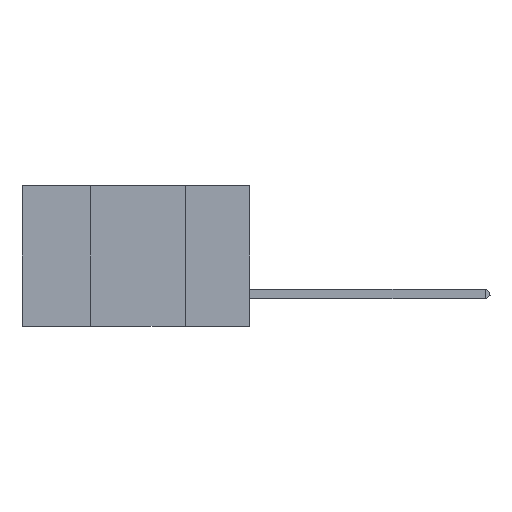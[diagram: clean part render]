
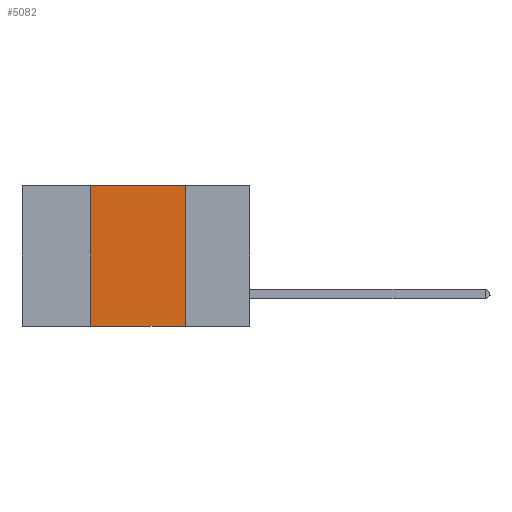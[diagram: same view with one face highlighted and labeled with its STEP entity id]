
A CAD part, left-side view. The second image highlights one B-rep face of the part: STEP entity #5082.
In plain terms, the highlighted planar face has unit normal (-1, 0, 0).
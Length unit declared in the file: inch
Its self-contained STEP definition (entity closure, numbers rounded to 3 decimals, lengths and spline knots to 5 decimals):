
#110 = CARTESIAN_POINT ( 'NONE',  ( 0., 0.6, 0. ) ) ;
#239 = DIRECTION ( 'NONE',  ( 0., -1., 0. ) ) ;
#1001 = AXIS2_PLACEMENT_3D ( 'NONE', #3611, #9849, #5986 ) ;
#1083 = VERTEX_POINT ( 'NONE', #3521 ) ;
#2183 = VECTOR ( 'NONE', #5288, 39.37008 ) ;
#2210 = CARTESIAN_POINT ( 'NONE',  ( 0., 0.42, 0. ) ) ;
#2231 = EDGE_CURVE ( 'NONE', #6537, #3200, #4012, .T. ) ;
#2398 = EDGE_CURVE ( 'NONE', #6537, #4534, #7570, .T. ) ;
#2649 = EDGE_LOOP ( 'NONE', ( #7165, #6413, #3268, #3024 ) ) ;
#3024 = ORIENTED_EDGE ( 'NONE', *, *, #2398, .T. ) ;
#3200 = VERTEX_POINT ( 'NONE', #9121 ) ;
#3268 = ORIENTED_EDGE ( 'NONE', *, *, #2231, .F. ) ;
#3326 = DIRECTION ( 'NONE',  ( 0., -1., 0. ) ) ;
#3521 = CARTESIAN_POINT ( 'NONE',  ( 0., 0.17, 0. ) ) ;
#3611 = CARTESIAN_POINT ( 'NONE',  ( 0., 0.6, 0. ) ) ;
#4012 = LINE ( 'NONE', #2210, #2183 ) ;
#4534 = VERTEX_POINT ( 'NONE', #9012 ) ;
#4848 = EDGE_CURVE ( 'NONE', #1083, #4534, #8893, .T. ) ;
#5082 = ADVANCED_FACE ( 'NONE', ( #5479 ), #8307, .F. ) ;
#5118 = VECTOR ( 'NONE', #239, 39.37008 ) ;
#5288 = DIRECTION ( 'NONE',  ( 0., 0., 1. ) ) ;
#5454 = VECTOR ( 'NONE', #3326, 39.37008 ) ;
#5479 = FACE_OUTER_BOUND ( 'NONE', #2649, .T. ) ;
#5652 = DIRECTION ( 'NONE',  ( 0., 0., -1. ) ) ;
#5986 = DIRECTION ( 'NONE',  ( 0., 0., -1. ) ) ;
#6413 = ORIENTED_EDGE ( 'NONE', *, *, #6860, .F. ) ;
#6528 = CARTESIAN_POINT ( 'NONE',  ( 0., 0.6, -0.37 ) ) ;
#6537 = VERTEX_POINT ( 'NONE', #7655 ) ;
#6798 = LINE ( 'NONE', #110, #5454 ) ;
#6860 = EDGE_CURVE ( 'NONE', #3200, #1083, #6798, .T. ) ;
#7165 = ORIENTED_EDGE ( 'NONE', *, *, #4848, .F. ) ;
#7570 = LINE ( 'NONE', #6528, #5118 ) ;
#7655 = CARTESIAN_POINT ( 'NONE',  ( 0., 0.42, -0.37 ) ) ;
#7995 = CARTESIAN_POINT ( 'NONE',  ( 0., 0.17, 0. ) ) ;
#8307 = PLANE ( 'NONE',  #1001 ) ;
#8893 = LINE ( 'NONE', #7995, #9609 ) ;
#9012 = CARTESIAN_POINT ( 'NONE',  ( 0., 0.17, -0.37 ) ) ;
#9121 = CARTESIAN_POINT ( 'NONE',  ( 0., 0.42, 0. ) ) ;
#9609 = VECTOR ( 'NONE', #5652, 39.37008 ) ;
#9849 = DIRECTION ( 'NONE',  ( 1., 0., 0. ) ) ;
